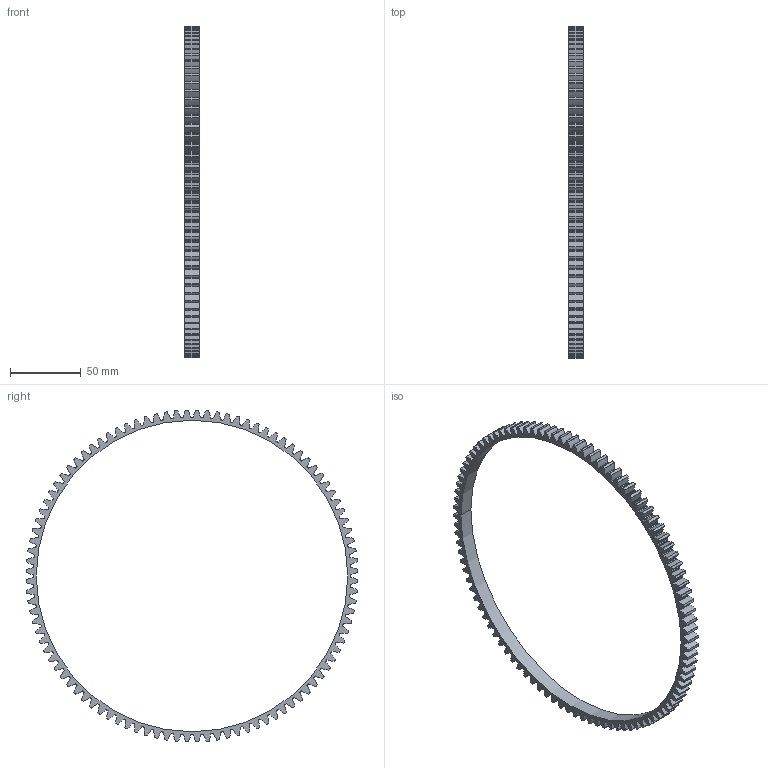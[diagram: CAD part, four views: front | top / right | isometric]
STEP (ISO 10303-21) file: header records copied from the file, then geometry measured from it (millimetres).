
FILE_DESCRIPTION(('STEP AP214'),'1');
FILE_NAME('cctmp_080F5D7E-35CF-4B98-976A-3C9B7AF9741D_2025_06_23_11_26_53_0104_225092..stp','2025-06-23T09:26:53',('igus GmbH'),('CADClick - www.CADClick.com'),'Spatial InterOp 3D',' ','unknown authorization');
FILE_SCHEMA(('AUTOMOTIVE_DESIGN'));
Length unit declared in the file: millimetre
Products named in the file (1): 2025_06_23_11_26_53_0104
Bounding box: 10 x 234.54 x 234.54 mm (x, y, z)
Volume: 34147.6 mm3; surface area: 28235.8 mm2
Topology: 1 solids, 1 shells, 1204 faces, 3606 edges, 2404 vertices
Faces by surface type: cylinder 1202, plane 2
Entity records: 51754 total; most frequent: DIRECTION 8420, CARTESIAN_POINT 7215, ORIENTED_EDGE 7212, AXIS2_PLACEMENT_3D 3609, EDGE_CURVE 3606, VERTEX_POINT 2404, CIRCLE 2404, EDGE_LOOP 1206
